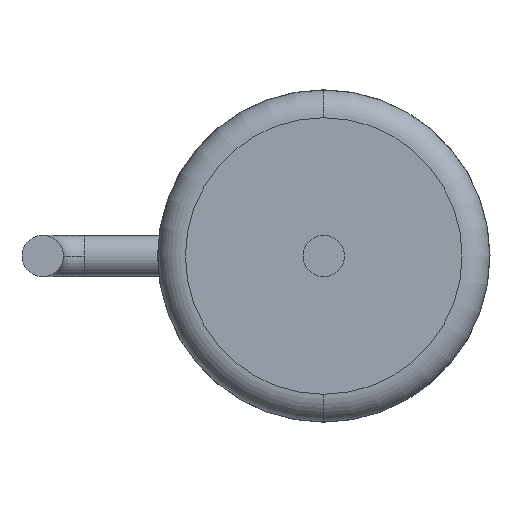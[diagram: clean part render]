
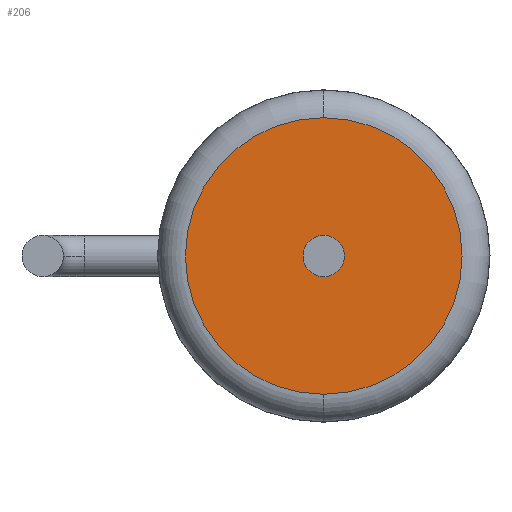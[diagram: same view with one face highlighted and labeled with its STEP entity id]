
A CAD part, front view. The second image highlights one B-rep face of the part: STEP entity #206.
In plain terms, the highlighted planar face has unit normal (0, -1, 0).
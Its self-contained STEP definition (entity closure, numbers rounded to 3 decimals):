
#2 = DIRECTION ( 'NONE',  ( 0., 0., -1. ) ) ;
#17 = DIRECTION ( 'NONE',  ( 0., -1., 0. ) ) ;
#20 = CARTESIAN_POINT ( 'NONE',  ( 0., 0.5, 0. ) ) ;
#82 = EDGE_CURVE ( 'NONE', #336, #929, #366, .T. ) ;
#105 = CARTESIAN_POINT ( 'NONE',  ( 0., 0.5, -2.5 ) ) ;
#144 = DIRECTION ( 'NONE',  ( 0., 0., -1. ) ) ;
#206 = ADVANCED_FACE ( 'NONE', ( #623, #844 ), #550, .T. ) ;
#232 = DIRECTION ( 'NONE',  ( 0., -1., 0. ) ) ;
#234 = CARTESIAN_POINT ( 'NONE',  ( 0., 0.5, 0. ) ) ;
#239 = ORIENTED_EDGE ( 'NONE', *, *, #82, .F. ) ;
#278 = CARTESIAN_POINT ( 'NONE',  ( 0., 0.5, -0.375 ) ) ;
#336 = VERTEX_POINT ( 'NONE', #278 ) ;
#359 = CARTESIAN_POINT ( 'NONE',  ( 2.5, 0.5, 0. ) ) ;
#362 = CARTESIAN_POINT ( 'NONE',  ( 0., 0.5, 2.5 ) ) ;
#366 = CIRCLE ( 'NONE', #424, 0.375 ) ;
#392 = EDGE_CURVE ( 'NONE', #929, #336, #1152, .T. ) ;
#417 = CARTESIAN_POINT ( 'NONE',  ( 0., 0.5, 0. ) ) ;
#424 = AXIS2_PLACEMENT_3D ( 'NONE', #596, #519, #608 ) ;
#435 = AXIS2_PLACEMENT_3D ( 'NONE', #359, #645, #2 ) ;
#441 = AXIS2_PLACEMENT_3D ( 'NONE', #417, #232, #144 ) ;
#472 = ORIENTED_EDGE ( 'NONE', *, *, #392, .F. ) ;
#495 = VERTEX_POINT ( 'NONE', #105 ) ;
#519 = DIRECTION ( 'NONE',  ( 0., -1., 0. ) ) ;
#550 = PLANE ( 'NONE',  #435 ) ;
#556 = ORIENTED_EDGE ( 'NONE', *, *, #870, .T. ) ;
#596 = CARTESIAN_POINT ( 'NONE',  ( 0., 0.5, 0. ) ) ;
#608 = DIRECTION ( 'NONE',  ( 0., 0., -1. ) ) ;
#617 = DIRECTION ( 'NONE',  ( 0., -1., 0. ) ) ;
#623 = FACE_BOUND ( 'NONE', #881, .T. ) ;
#645 = DIRECTION ( 'NONE',  ( 0., -1., 0. ) ) ;
#663 = EDGE_CURVE ( 'NONE', #495, #967, #962, .T. ) ;
#709 = EDGE_LOOP ( 'NONE', ( #796, #556 ) ) ;
#710 = AXIS2_PLACEMENT_3D ( 'NONE', #20, #17, #1115 ) ;
#759 = CIRCLE ( 'NONE', #1092, 2.5 ) ;
#796 = ORIENTED_EDGE ( 'NONE', *, *, #663, .T. ) ;
#810 = DIRECTION ( 'NONE',  ( 0., 0., -1. ) ) ;
#844 = FACE_OUTER_BOUND ( 'NONE', #709, .T. ) ;
#870 = EDGE_CURVE ( 'NONE', #967, #495, #759, .T. ) ;
#881 = EDGE_LOOP ( 'NONE', ( #239, #472 ) ) ;
#929 = VERTEX_POINT ( 'NONE', #1083 ) ;
#962 = CIRCLE ( 'NONE', #441, 2.5 ) ;
#967 = VERTEX_POINT ( 'NONE', #362 ) ;
#1083 = CARTESIAN_POINT ( 'NONE',  ( 0., 0.5, 0.375 ) ) ;
#1092 = AXIS2_PLACEMENT_3D ( 'NONE', #234, #617, #810 ) ;
#1115 = DIRECTION ( 'NONE',  ( 0., 0., -1. ) ) ;
#1152 = CIRCLE ( 'NONE', #710, 0.375 ) ;
